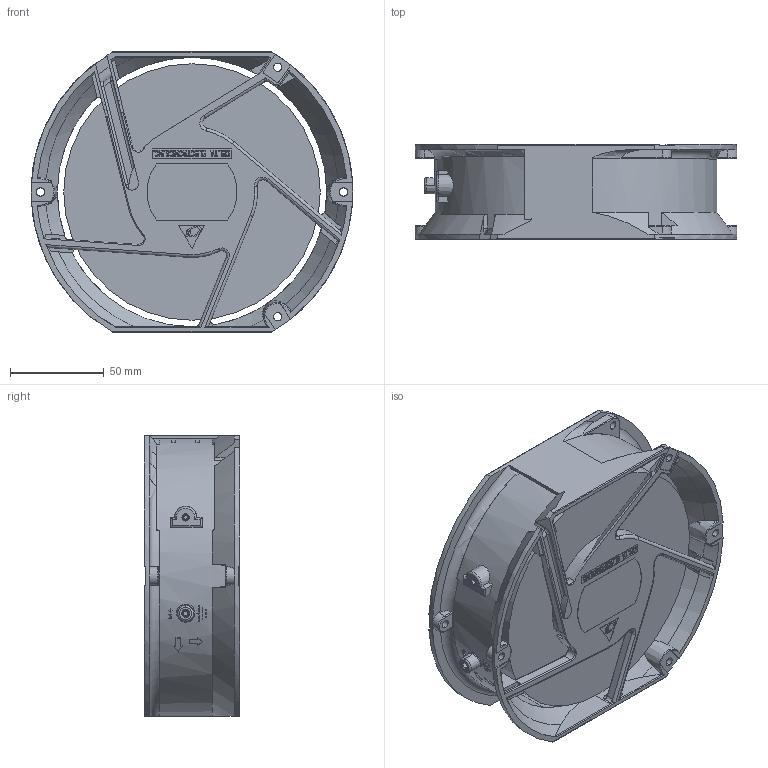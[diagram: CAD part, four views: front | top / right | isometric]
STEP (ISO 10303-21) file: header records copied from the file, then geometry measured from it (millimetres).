
FILE_DESCRIPTION((''),'2;1');
FILE_NAME('410020480008','2008-08-27T',('KEVIN.LIN'),(''),'PRO/ENGINEER BY PARAMETRIC TECHNOLOGY CORPORATION, 2004150','PRO/ENGINEER BY PARAMETRIC TECHNOLOGY CORPORATION, 2004150','');
FILE_SCHEMA(('CONFIG_CONTROL_DESIGN'));
Length unit declared in the file: millimetre
Products named in the file (1): 410020480008
Bounding box: 172 x 50.8 x 150 mm (x, y, z)
Volume: 697747.4 mm3; surface area: 117246.2 mm2
Topology: 1 solids, 1 shells, 917 faces, 2566 edges, 1676 vertices
Faces by surface type: plane 682, cylinder 126, torus 42, cone 32, bspline 32, extrusion 3
Entity records: 31319 total; most frequent: CARTESIAN_POINT 7970, ORIENTED_EDGE 5132, DIRECTION 4452, EDGE_CURVE 2566, VECTOR 1842, LINE 1839, VERTEX_POINT 1676, AXIS2_PLACEMENT_3D 1305
